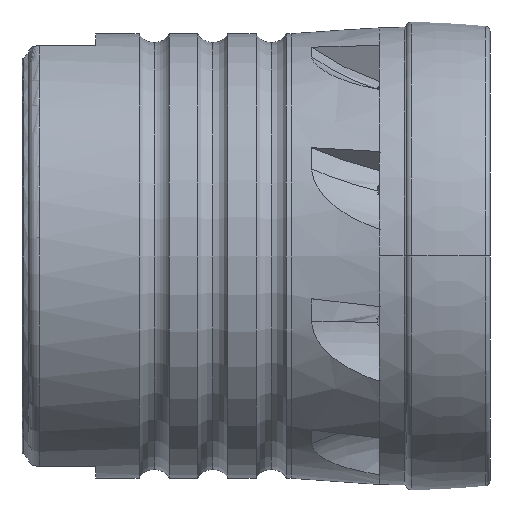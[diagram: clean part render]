
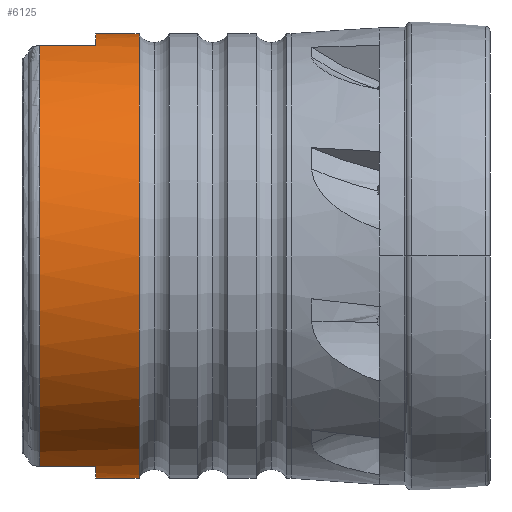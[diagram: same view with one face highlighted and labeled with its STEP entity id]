
A CAD part, front view. The second image highlights one B-rep face of the part: STEP entity #6125.
In plain terms, the highlighted cylindrical face has radius 19 mm (diameter 38 mm), a partial arc.
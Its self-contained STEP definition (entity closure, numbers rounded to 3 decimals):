
#418 = CARTESIAN_POINT ( 'NONE',  ( -29.548, 0., 19. ) ) ;
#472 = CARTESIAN_POINT ( 'NONE',  ( -33.25, 0., -19. ) ) ;
#478 = CARTESIAN_POINT ( 'NONE',  ( -33.25, 0., 19. ) ) ;
#492 = CARTESIAN_POINT ( 'NONE',  ( -29.548, 0., -19. ) ) ;
#822 = CARTESIAN_POINT ( 'NONE',  ( -33.25, 0., 0. ) ) ;
#823 = DIRECTION ( 'NONE',  ( -1., 0., 0. ) ) ;
#824 = DIRECTION ( 'NONE',  ( 0., 0., -1. ) ) ;
#830 = LINE ( 'NONE', #833, #2942 ) ;
#833 = CARTESIAN_POINT ( 'NONE',  ( 0., -6.131, 17.984 ) ) ;
#834 = DIRECTION ( 'NONE',  ( -1., 0., 0. ) ) ;
#835 = LINE ( 'NONE', #836, #2944 ) ;
#836 = CARTESIAN_POINT ( 'NONE',  ( 0., -6.131, -17.984 ) ) ;
#837 = DIRECTION ( 'NONE',  ( 1., 0., 0. ) ) ;
#838 = CARTESIAN_POINT ( 'NONE',  ( -33.25, 0., 0. ) ) ;
#839 = DIRECTION ( 'NONE',  ( -1., 0., 0. ) ) ;
#840 = DIRECTION ( 'NONE',  ( 0., 0., -1. ) ) ;
#1043 = CARTESIAN_POINT ( 'NONE',  ( -38.05, 0., 0. ) ) ;
#1044 = DIRECTION ( 'NONE',  ( 1., 0., 0. ) ) ;
#1045 = DIRECTION ( 'NONE',  ( 0., 0., -1. ) ) ;
#1369 = CARTESIAN_POINT ( 'NONE',  ( 0., 0., 19. ) ) ;
#1375 = LINE ( 'NONE', #1369, #1705 ) ;
#1379 = CARTESIAN_POINT ( 'NONE',  ( 0., 0., -19. ) ) ;
#1380 = DIRECTION ( 'NONE',  ( 1., 0., 0. ) ) ;
#1381 = LINE ( 'NONE', #1379, #1712 ) ;
#1386 = DIRECTION ( 'NONE',  ( 1., 0., 0. ) ) ;
#1403 = CARTESIAN_POINT ( 'NONE',  ( -29.548, 0., 0. ) ) ;
#1404 = DIRECTION ( 'NONE',  ( 1., 0., 0. ) ) ;
#1405 = DIRECTION ( 'NONE',  ( 0., 0., -1. ) ) ;
#1705 = VECTOR ( 'NONE', #1380, 1000. ) ;
#1712 = VECTOR ( 'NONE', #1386, 1000. ) ;
#1716 = CIRCLE ( 'NONE', #1725, 19. ) ;
#1725 = AXIS2_PLACEMENT_3D ( 'NONE', #1403, #1404, #1405 ) ;
#2109 = EDGE_LOOP ( 'NONE', ( #2231, #2232, #2233, #2234, #2235, #2236, #2237, #2238 ) ) ;
#2231 = ORIENTED_EDGE ( 'NONE', *, *, #3721, .F. ) ;
#2232 = ORIENTED_EDGE ( 'NONE', *, *, #6051, .F. ) ;
#2233 = ORIENTED_EDGE ( 'NONE', *, *, #6049, .T. ) ;
#2234 = ORIENTED_EDGE ( 'NONE', *, *, #6113, .T. ) ;
#2235 = ORIENTED_EDGE ( 'NONE', *, *, #6050, .T. ) ;
#2236 = ORIENTED_EDGE ( 'NONE', *, *, #6046, .F. ) ;
#2237 = ORIENTED_EDGE ( 'NONE', *, *, #3723, .T. ) ;
#2238 = ORIENTED_EDGE ( 'NONE', *, *, #3729, .F. ) ;
#2731 = VERTEX_POINT ( 'NONE', #3987 ) ;
#2741 = VERTEX_POINT ( 'NONE', #3988 ) ;
#2758 = VERTEX_POINT ( 'NONE', #4004 ) ;
#2760 = VERTEX_POINT ( 'NONE', #4001 ) ;
#2938 = CIRCLE ( 'NONE', #2943, 19. ) ;
#2942 = VECTOR ( 'NONE', #834, 1000. ) ;
#2943 = AXIS2_PLACEMENT_3D ( 'NONE', #822, #823, #824 ) ;
#2944 = VECTOR ( 'NONE', #837, 1000. ) ;
#2945 = CIRCLE ( 'NONE', #2947, 19. ) ;
#2947 = AXIS2_PLACEMENT_3D ( 'NONE', #838, #839, #840 ) ;
#3032 = CIRCLE ( 'NONE', #3034, 19. ) ;
#3034 = AXIS2_PLACEMENT_3D ( 'NONE', #1043, #1044, #1045 ) ;
#3053 = AXIS2_PLACEMENT_3D ( 'NONE', #7001, #7003, #7004 ) ;
#3721 = EDGE_CURVE ( 'NONE', #4674, #4612, #1375, .T. ) ;
#3723 = EDGE_CURVE ( 'NONE', #4668, #4687, #1381, .T. ) ;
#3729 = EDGE_CURVE ( 'NONE', #4612, #4687, #1716, .T. ) ;
#3987 = CARTESIAN_POINT ( 'NONE',  ( -38.05, -6.131, -17.984 ) ) ;
#3988 = CARTESIAN_POINT ( 'NONE',  ( -38.05, -6.131, 17.984 ) ) ;
#4001 = CARTESIAN_POINT ( 'NONE',  ( -33.25, -6.131, 17.984 ) ) ;
#4004 = CARTESIAN_POINT ( 'NONE',  ( -33.25, -6.131, -17.984 ) ) ;
#4612 = VERTEX_POINT ( 'NONE', #418 ) ;
#4668 = VERTEX_POINT ( 'NONE', #472 ) ;
#4674 = VERTEX_POINT ( 'NONE', #478 ) ;
#4687 = VERTEX_POINT ( 'NONE', #492 ) ;
#6046 = EDGE_CURVE ( 'NONE', #4668, #2758, #2938, .T. ) ;
#6049 = EDGE_CURVE ( 'NONE', #2760, #2741, #830, .T. ) ;
#6050 = EDGE_CURVE ( 'NONE', #2731, #2758, #835, .T. ) ;
#6051 = EDGE_CURVE ( 'NONE', #2760, #4674, #2945, .T. ) ;
#6113 = EDGE_CURVE ( 'NONE', #2741, #2731, #3032, .T. ) ;
#6125 = ADVANCED_FACE ( 'NONE', ( #6997 ), #6996, .T. ) ;
#6996 = CYLINDRICAL_SURFACE ( 'NONE', #3053, 19. ) ;
#6997 = FACE_OUTER_BOUND ( 'NONE', #2109, .T. ) ;
#7001 = CARTESIAN_POINT ( 'NONE',  ( 0., 0., 0. ) ) ;
#7003 = DIRECTION ( 'NONE',  ( 1., 0., 0. ) ) ;
#7004 = DIRECTION ( 'NONE',  ( 0., 0., -1. ) ) ;
